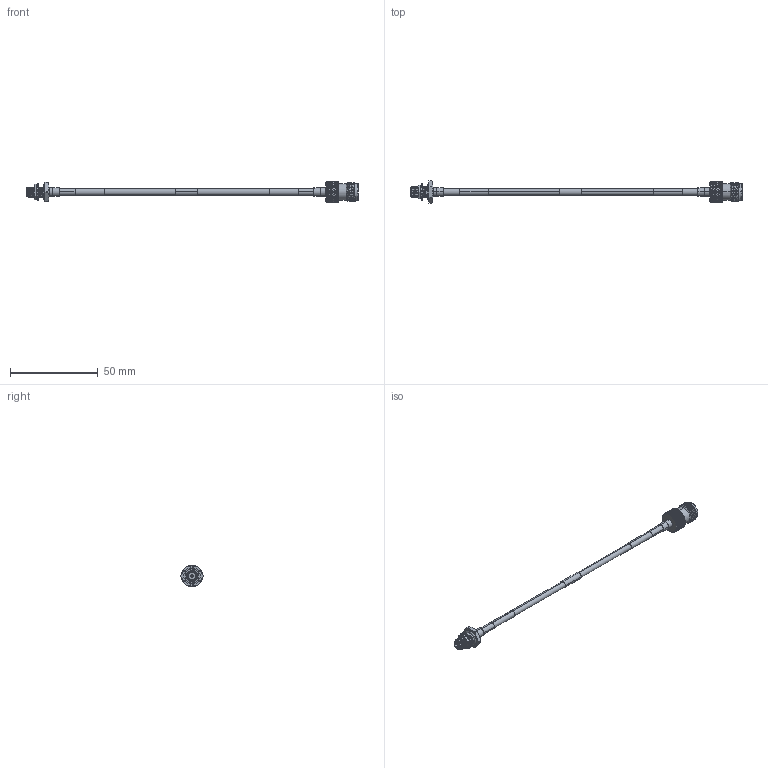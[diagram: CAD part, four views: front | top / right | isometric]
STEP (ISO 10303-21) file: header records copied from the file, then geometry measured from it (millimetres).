
FILE_DESCRIPTION (( 'STEP AP214' ), '1' );
FILE_NAME ('LCCA30502_3D.STEP', '2020-05-04T15:52:26', ( '' ), ( '' ), 'SwSTEP 2.0', 'SolidWorks 2018', '' );
FILE_SCHEMA (( 'AUTOMOTIVE_DESIGN' ));
Length unit declared in the file: inch
Products named in the file (6): 1AW01-003_.152 ID; LCCN3067; LC141TBJ (141 Formable with HeatShrink); LC141TBJ-PROD; LCCN3049; LCCA30502_3D
Assembly tree (7 placements, depth 3):
  LCCA30502_3D
    LC141TBJ-PROD
      LC141TBJ (141 Formable with HeatShrink)
      1AW01-003_.152 ID  x3
    LCCN3049
    LCCN3067
Bounding box: 188.75 x 12.53 x 11.99 mm (x, y, z)
Volume: 3465.2 mm3; surface area: 6618.7 mm2
Topology: 12 solids, 12 shells, 1981 faces, 4408 edges, 2466 vertices
Faces by surface type: bspline 1366, cylinder 458, plane 98, cone 51, torus 8
Entity records: 87343 total; most frequent: CARTESIAN_POINT 56750, ORIENTED_EDGE 8768, EDGE_CURVE 4384, VERTEX_POINT 2450, DIRECTION 2378, EDGE_LOOP 1998, ADVANCED_FACE 1969, FACE_OUTER_BOUND 1969
